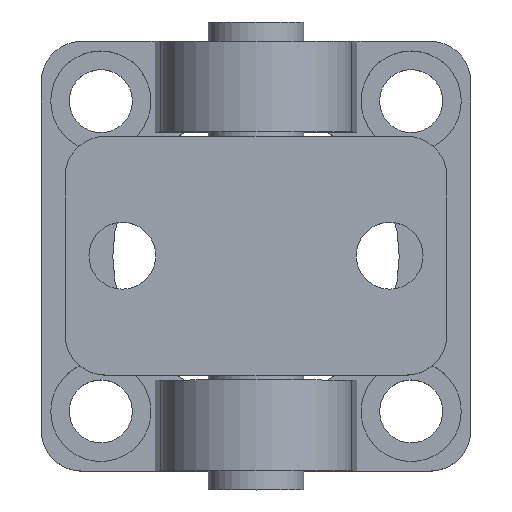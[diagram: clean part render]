
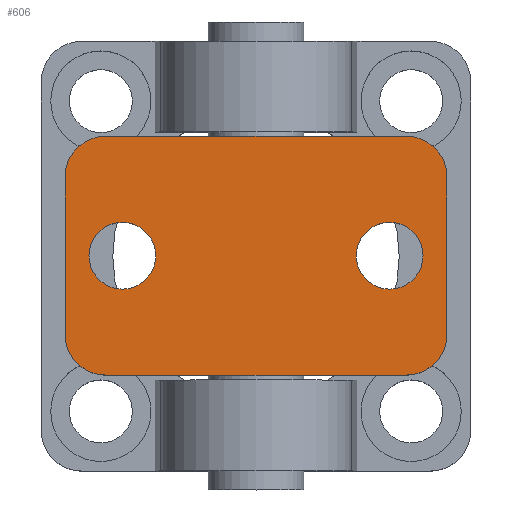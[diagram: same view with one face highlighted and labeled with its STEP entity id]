
A CAD part, top view. The second image highlights one B-rep face of the part: STEP entity #606.
In plain terms, the highlighted face is planar.
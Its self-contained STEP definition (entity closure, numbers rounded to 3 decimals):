
#283=CARTESIAN_POINT('',(17.5,0.,0.0));
#284=VERTEX_POINT('',#283);
#285=CARTESIAN_POINT('',(14.,0.,0.0));
#286=DIRECTION('',(0.0,0.0,1.0));
#287=DIRECTION('',(-1.0,0.0,0.0));
#288=AXIS2_PLACEMENT_3D('',#285,#286,#287);
#289=CIRCLE('',#288,3.5);
#290=EDGE_CURVE('',#284,#284,#289,.T.);
#311=CARTESIAN_POINT('',(-10.5,0.,0.0));
#312=VERTEX_POINT('',#311);
#313=CARTESIAN_POINT('',(-14.,0.,0.0));
#314=DIRECTION('',(0.0,0.0,1.0));
#315=DIRECTION('',(-1.0,0.0,0.0));
#316=AXIS2_PLACEMENT_3D('',#313,#314,#315);
#317=CIRCLE('',#316,3.5);
#318=EDGE_CURVE('',#312,#312,#317,.T.);
#340=CARTESIAN_POINT('',(15.75,12.5,0.0));
#341=VERTEX_POINT('',#340);
#348=CARTESIAN_POINT('',(-15.75,12.5,0.0));
#349=VERTEX_POINT('',#348);
#350=CARTESIAN_POINT('',(-15.75,12.5,0.0));
#351=DIRECTION('',(1.0,0.0,0.0));
#352=VECTOR('',#351,31.5);
#353=LINE('',#350,#352);
#354=EDGE_CURVE('',#349,#341,#353,.T.);
#374=CARTESIAN_POINT('',(20.,8.25,0.0));
#375=VERTEX_POINT('',#374);
#382=CARTESIAN_POINT('',(15.75,8.25,0.0));
#383=DIRECTION('',(0.0,0.0,-1.0));
#384=DIRECTION('',(-1.0,0.0,0.0));
#385=AXIS2_PLACEMENT_3D('',#382,#383,#384);
#386=CIRCLE('',#385,4.25);
#387=EDGE_CURVE('',#341,#375,#386,.T.);
#399=CARTESIAN_POINT('',(20.,-8.25,0.0));
#400=VERTEX_POINT('',#399);
#407=CARTESIAN_POINT('',(20.,8.25,0.0));
#408=DIRECTION('',(0.0,-1.0,0.0));
#409=VECTOR('',#408,16.5);
#410=LINE('',#407,#409);
#411=EDGE_CURVE('',#375,#400,#410,.T.);
#423=CARTESIAN_POINT('',(15.75,-12.5,0.0));
#424=VERTEX_POINT('',#423);
#431=CARTESIAN_POINT('',(15.75,-8.25,0.0));
#432=DIRECTION('',(0.0,0.0,-1.0));
#433=DIRECTION('',(0.0,1.0,0.0));
#434=AXIS2_PLACEMENT_3D('',#431,#432,#433);
#435=CIRCLE('',#434,4.25);
#436=EDGE_CURVE('',#400,#424,#435,.T.);
#459=CARTESIAN_POINT('',(-15.75,-12.5,0.0));
#460=VERTEX_POINT('',#459);
#467=CARTESIAN_POINT('',(15.75,-12.5,0.0));
#468=DIRECTION('',(-1.0,0.0,0.0));
#469=VECTOR('',#468,31.5);
#470=LINE('',#467,#469);
#471=EDGE_CURVE('',#424,#460,#470,.T.);
#494=CARTESIAN_POINT('',(-20.,-8.25,0.0));
#495=VERTEX_POINT('',#494);
#502=CARTESIAN_POINT('',(-15.75,-8.25,0.0));
#503=DIRECTION('',(0.0,0.0,-1.0));
#504=DIRECTION('',(1.0,0.0,0.0));
#505=AXIS2_PLACEMENT_3D('',#502,#503,#504);
#506=CIRCLE('',#505,4.25);
#507=EDGE_CURVE('',#460,#495,#506,.T.);
#526=CARTESIAN_POINT('',(-20.,8.25,0.0));
#527=VERTEX_POINT('',#526);
#534=CARTESIAN_POINT('',(-20.,-8.25,0.0));
#535=DIRECTION('',(0.0,1.0,0.0));
#536=VECTOR('',#535,16.5);
#537=LINE('',#534,#536);
#538=EDGE_CURVE('',#495,#527,#537,.T.);
#557=CARTESIAN_POINT('',(-15.75,8.25,0.0));
#558=DIRECTION('',(0.0,0.0,-1.0));
#559=DIRECTION('',(0.0,-1.0,0.0));
#560=AXIS2_PLACEMENT_3D('',#557,#558,#559);
#561=CIRCLE('',#560,4.25);
#562=EDGE_CURVE('',#527,#349,#561,.T.);
#585=CARTESIAN_POINT('',(0.0,0.,0.0));
#586=DIRECTION('',(0.0,0.0,1.0));
#587=DIRECTION('',(1.0,0.0,0.0));
#588=AXIS2_PLACEMENT_3D('',#585,#586,#587);
#589=PLANE('',#588);
#590=ORIENTED_EDGE('',*,*,#562,.T.);
#591=ORIENTED_EDGE('',*,*,#354,.T.);
#592=ORIENTED_EDGE('',*,*,#387,.T.);
#593=ORIENTED_EDGE('',*,*,#411,.T.);
#594=ORIENTED_EDGE('',*,*,#436,.T.);
#595=ORIENTED_EDGE('',*,*,#471,.T.);
#596=ORIENTED_EDGE('',*,*,#507,.T.);
#597=ORIENTED_EDGE('',*,*,#538,.T.);
#598=EDGE_LOOP('',(#590,#591,#592,#593,#594,#595,#596,#597));
#599=FACE_OUTER_BOUND('',#598,.T.);
#600=ORIENTED_EDGE('',*,*,#290,.T.);
#601=EDGE_LOOP('',(#600));
#602=FACE_BOUND('',#601,.T.);
#603=ORIENTED_EDGE('',*,*,#318,.T.);
#604=EDGE_LOOP('',(#603));
#605=FACE_BOUND('',#604,.T.);
#606=ADVANCED_FACE('',(#599,#602,#605),#589,.F.);
